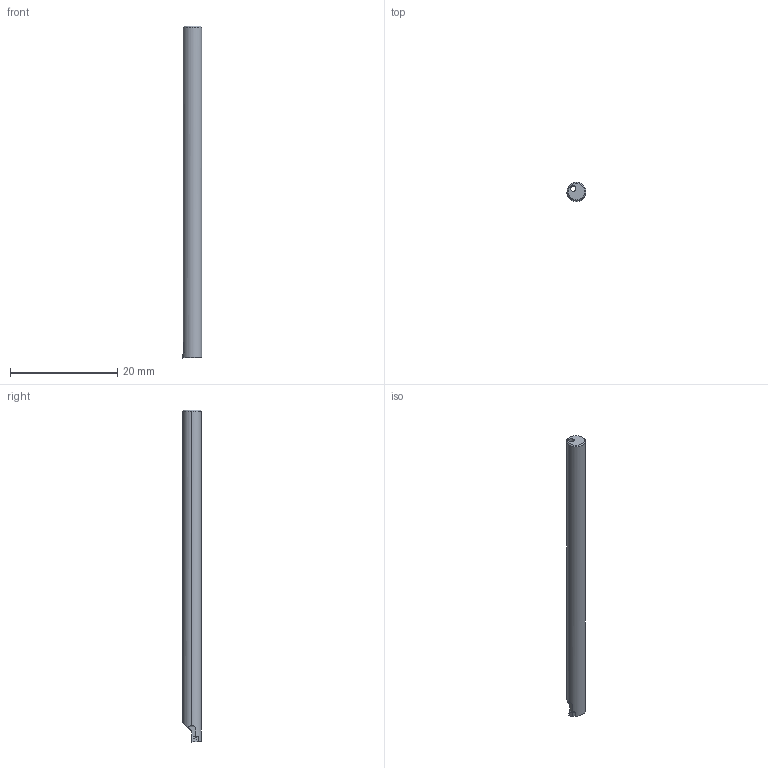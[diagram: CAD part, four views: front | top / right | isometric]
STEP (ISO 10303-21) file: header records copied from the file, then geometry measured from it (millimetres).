
FILE_DESCRIPTION(('no description'),'unknown implementation level');
FILE_NAME('4BD83760-DE26-4A73-AEEC-5D3EAB4F9345_export.stp',' ',('CIMSOURCE GmbH'),('CADClick - KiM GmbH - www.kimweb.de'),'unknown preprocess','ACIS','unknown authorization');
FILE_SCHEMA(('automotive_design'));
Length unit declared in the file: millimetre
Products named in the file (1): NONE
Bounding box: 3.69 x 3.5 x 62 mm (x, y, z)
Volume: 536.2 mm3; surface area: 875.3 mm2
Topology: 1 solids, 1 shells, 19 faces, 47 edges, 30 vertices
Faces by surface type: plane 10, cylinder 5, cone 3, bspline 1
Entity records: 1191 total; most frequent: CARTESIAN_POINT 169, DIRECTION 98, STYLED_ITEM 97, PRESENTATION_STYLE_ASSIGNMENT 97, COLOUR_RGB 97, ORIENTED_EDGE 94, EDGE_CURVE 47, CURVE_STYLE 47
